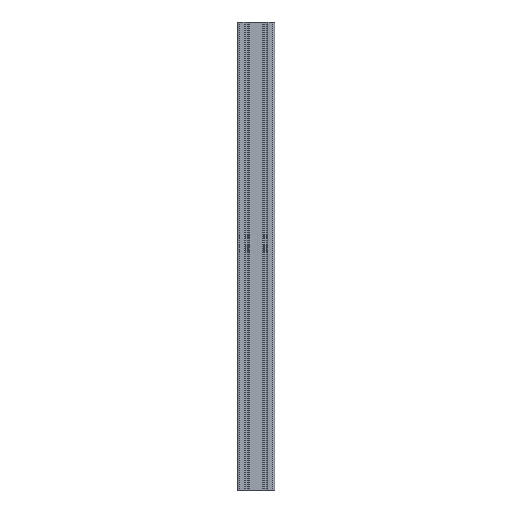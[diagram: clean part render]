
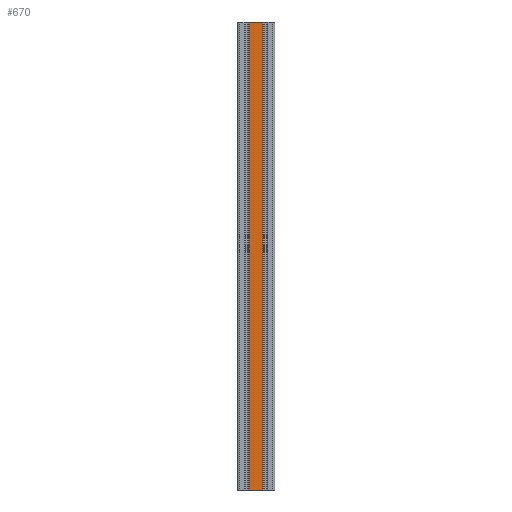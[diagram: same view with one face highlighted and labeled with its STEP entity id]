
A CAD part, front view. The second image highlights one B-rep face of the part: STEP entity #670.
In plain terms, the highlighted planar face has unit normal (0, -1, 0).
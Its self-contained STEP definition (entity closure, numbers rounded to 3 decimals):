
#55 = EDGE_CURVE ( 'NONE', #479, #1379, #4426, .T. ) ;
#479 = VERTEX_POINT ( 'NONE', #4416 ) ;
#517 = DIRECTION ( 'NONE',  ( 1., 0., 0. ) ) ;
#670 = ADVANCED_FACE ( 'NONE', ( #6049 ), #3243, .F. ) ;
#978 = DIRECTION ( 'NONE',  ( 1., 0., 0. ) ) ;
#1282 = CARTESIAN_POINT ( 'NONE',  ( 14.5, -40., 500. ) ) ;
#1379 = VERTEX_POINT ( 'NONE', #1623 ) ;
#1576 = LINE ( 'NONE', #5354, #4182 ) ;
#1623 = CARTESIAN_POINT ( 'NONE',  ( 14.5, -40., 500. ) ) ;
#1639 = ORIENTED_EDGE ( 'NONE', *, *, #2924, .F. ) ;
#1646 = EDGE_CURVE ( 'NONE', #479, #3751, #2878, .T. ) ;
#2067 = VECTOR ( 'NONE', #5938, 1000. ) ;
#2174 = LINE ( 'NONE', #2549, #2067 ) ;
#2379 = CARTESIAN_POINT ( 'NONE',  ( 14.5, -40., 500. ) ) ;
#2549 = CARTESIAN_POINT ( 'NONE',  ( 14.5, -40., 500. ) ) ;
#2878 = LINE ( 'NONE', #3894, #3079 ) ;
#2924 = EDGE_CURVE ( 'NONE', #1379, #5558, #2174, .T. ) ;
#3010 = ORIENTED_EDGE ( 'NONE', *, *, #55, .F. ) ;
#3037 = ORIENTED_EDGE ( 'NONE', *, *, #1646, .T. ) ;
#3079 = VECTOR ( 'NONE', #5713, 1000. ) ;
#3146 = DIRECTION ( 'NONE',  ( -1., 0., 0. ) ) ;
#3243 = PLANE ( 'NONE',  #3419 ) ;
#3419 = AXIS2_PLACEMENT_3D ( 'NONE', #1282, #6145, #3146 ) ;
#3610 = CARTESIAN_POINT ( 'NONE',  ( -14.5, -40., -500. ) ) ;
#3751 = VERTEX_POINT ( 'NONE', #3610 ) ;
#3866 = VECTOR ( 'NONE', #978, 1000. ) ;
#3894 = CARTESIAN_POINT ( 'NONE',  ( -14.5, -40., 500. ) ) ;
#4182 = VECTOR ( 'NONE', #517, 1000. ) ;
#4416 = CARTESIAN_POINT ( 'NONE',  ( -14.5, -40., 500. ) ) ;
#4426 = LINE ( 'NONE', #2379, #3866 ) ;
#4876 = EDGE_LOOP ( 'NONE', ( #5462, #1639, #3010, #3037 ) ) ;
#4964 = EDGE_CURVE ( 'NONE', #3751, #5558, #1576, .T. ) ;
#5063 = CARTESIAN_POINT ( 'NONE',  ( 14.5, -40., -500. ) ) ;
#5354 = CARTESIAN_POINT ( 'NONE',  ( 14.5, -40., -500. ) ) ;
#5462 = ORIENTED_EDGE ( 'NONE', *, *, #4964, .T. ) ;
#5558 = VERTEX_POINT ( 'NONE', #5063 ) ;
#5713 = DIRECTION ( 'NONE',  ( 0., 0., -1. ) ) ;
#5938 = DIRECTION ( 'NONE',  ( 0., 0., -1. ) ) ;
#6049 = FACE_OUTER_BOUND ( 'NONE', #4876, .T. ) ;
#6145 = DIRECTION ( 'NONE',  ( 0., 1., 0. ) ) ;
